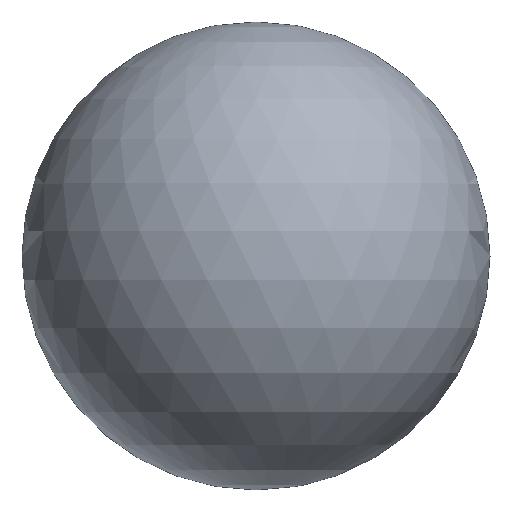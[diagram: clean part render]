
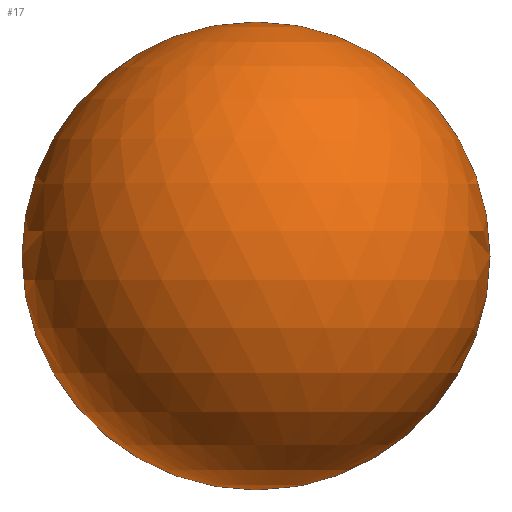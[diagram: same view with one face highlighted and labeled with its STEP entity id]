
A CAD part, top view. The second image highlights one B-rep face of the part: STEP entity #17.
In plain terms, the highlighted spherical face has radius 127 mm.
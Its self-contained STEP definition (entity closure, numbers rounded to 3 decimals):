
#17 = ADVANCED_FACE('',(#18),#38,.T.);
#18 = FACE_BOUND('',#19,.T.);
#19 = EDGE_LOOP('',(#20,#31));
#20 = ORIENTED_EDGE('',*,*,#21,.T.);
#21 = EDGE_CURVE('',#22,#24,#26,.T.);
#22 = VERTEX_POINT('',#23);
#23 = CARTESIAN_POINT('',(0.,-127.,0.));
#24 = VERTEX_POINT('',#25);
#25 = CARTESIAN_POINT('',(0.,127.,0.));
#26 = CIRCLE('',#27,127.);
#27 = AXIS2_PLACEMENT_3D('',#28,#29,#30);
#28 = CARTESIAN_POINT('',(0.,0.,0.));
#29 = DIRECTION('',(0.,0.,1.));
#30 = DIRECTION('',(1.,0.,-0.));
#31 = ORIENTED_EDGE('',*,*,#32,.F.);
#32 = EDGE_CURVE('',#22,#24,#33,.T.);
#33 = CIRCLE('',#34,127.);
#34 = AXIS2_PLACEMENT_3D('',#35,#36,#37);
#35 = CARTESIAN_POINT('',(0.,0.,0.));
#36 = DIRECTION('',(0.,0.,-1.));
#37 = DIRECTION('',(-1.,0.,0.));
#38 = SPHERICAL_SURFACE('',#39,127.);
#39 = AXIS2_PLACEMENT_3D('',#40,#41,#42);
#40 = CARTESIAN_POINT('',(0.,0.,0.));
#41 = DIRECTION('',(0.,1.,0.));
#42 = DIRECTION('',(1.,0.,0.));
